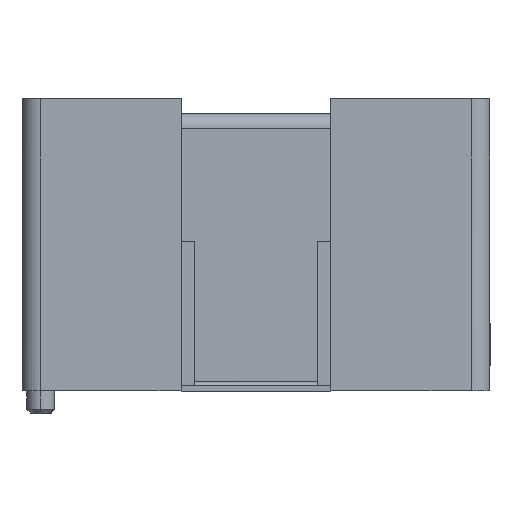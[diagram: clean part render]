
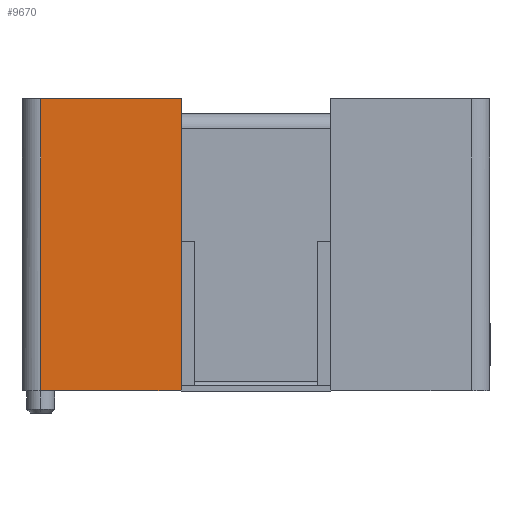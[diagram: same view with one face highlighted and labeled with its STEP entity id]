
A CAD part, left-side view. The second image highlights one B-rep face of the part: STEP entity #9670.
In plain terms, the highlighted free-form (B-spline) face has degree [1, 1] with [2, 2] control points.
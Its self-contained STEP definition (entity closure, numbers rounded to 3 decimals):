
#9670 = ADVANCED_FACE('',(#9671),#9701,.F.);
#9671 = FACE_BOUND('',#9672,.T.);
#9672 = EDGE_LOOP('',(#9673,#9682,#9689,#9696));
#9673 = ORIENTED_EDGE('',*,*,#9674,.F.);
#9674 = EDGE_CURVE('',#9675,#9677,#9679,.T.);
#9675 = VERTEX_POINT('',#9676);
#9676 = CARTESIAN_POINT('',(-41.25,11.505,16.8));
#9677 = VERTEX_POINT('',#9678);
#9678 = CARTESIAN_POINT('',(-41.25,4.005,16.8));
#9679 = B_SPLINE_CURVE_WITH_KNOTS('',1,(#9680,#9681),.UNSPECIFIED.,.F.,
  .F.,(2,2),(1.,8.5),.PIECEWISE_BEZIER_KNOTS.);
#9680 = CARTESIAN_POINT('',(-41.25,11.505,16.8));
#9681 = CARTESIAN_POINT('',(-41.25,4.005,16.8));
#9682 = ORIENTED_EDGE('',*,*,#9683,.T.);
#9683 = EDGE_CURVE('',#9675,#9684,#9686,.T.);
#9684 = VERTEX_POINT('',#9685);
#9685 = CARTESIAN_POINT('',(-41.25,11.505,1.2));
#9686 = B_SPLINE_CURVE_WITH_KNOTS('',1,(#9687,#9688),.UNSPECIFIED.,.F.,
  .F.,(2,2),(0.,15.6),.PIECEWISE_BEZIER_KNOTS.);
#9687 = CARTESIAN_POINT('',(-41.25,11.505,16.8));
#9688 = CARTESIAN_POINT('',(-41.25,11.505,1.2));
#9689 = ORIENTED_EDGE('',*,*,#9690,.T.);
#9690 = EDGE_CURVE('',#9684,#9691,#9693,.T.);
#9691 = VERTEX_POINT('',#9692);
#9692 = CARTESIAN_POINT('',(-41.25,4.005,1.2));
#9693 = B_SPLINE_CURVE_WITH_KNOTS('',1,(#9694,#9695),.UNSPECIFIED.,.F.,
  .F.,(2,2),(1.,8.5),.PIECEWISE_BEZIER_KNOTS.);
#9694 = CARTESIAN_POINT('',(-41.25,11.505,1.2));
#9695 = CARTESIAN_POINT('',(-41.25,4.005,1.2));
#9696 = ORIENTED_EDGE('',*,*,#9697,.F.);
#9697 = EDGE_CURVE('',#9677,#9691,#9698,.T.);
#9698 = B_SPLINE_CURVE_WITH_KNOTS('',1,(#9699,#9700),.UNSPECIFIED.,.F.,
  .F.,(2,2),(0.,15.6),.PIECEWISE_BEZIER_KNOTS.);
#9699 = CARTESIAN_POINT('',(-41.25,4.005,16.8));
#9700 = CARTESIAN_POINT('',(-41.25,4.005,1.2));
#9701 = B_SPLINE_SURFACE_WITH_KNOTS('',1,1,(
    (#9702,#9703)
    ,(#9704,#9705
    )),.UNSPECIFIED.,.F.,.F.,.F.,(2,2),(2,2),(0.,15.6),(-8.5,-1.),
  .PIECEWISE_BEZIER_KNOTS.);
#9702 = CARTESIAN_POINT('',(-41.25,4.005,16.8));
#9703 = CARTESIAN_POINT('',(-41.25,11.505,16.8));
#9704 = CARTESIAN_POINT('',(-41.25,4.005,1.2));
#9705 = CARTESIAN_POINT('',(-41.25,11.505,1.2));
